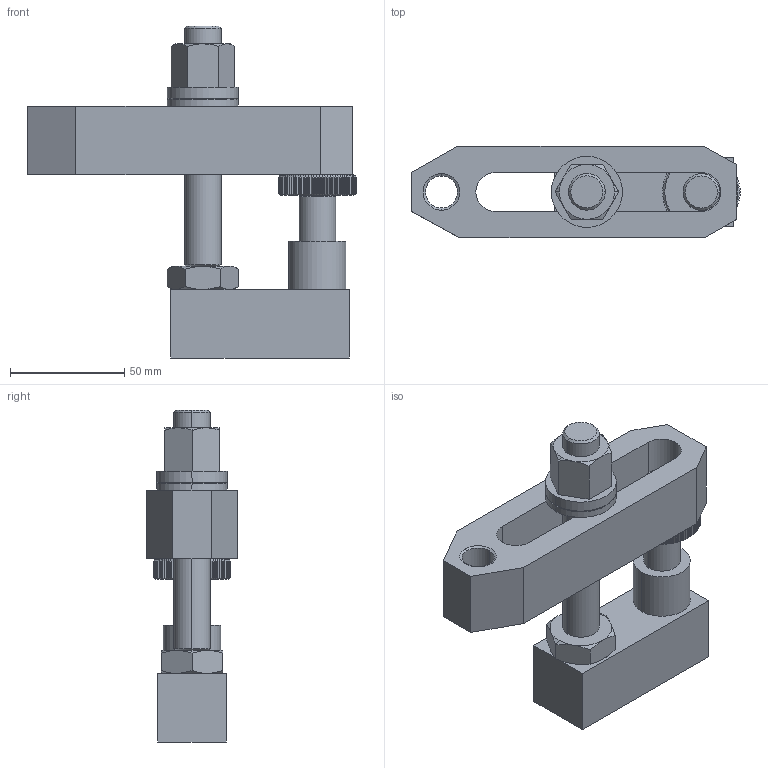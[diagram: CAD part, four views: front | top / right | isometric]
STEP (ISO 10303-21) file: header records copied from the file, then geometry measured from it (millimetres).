
FILE_DESCRIPTION(('STEP AP214'),'1');
FILE_NAME(' ',' ',('TraceParts'),('TraceParts S.A.'),'XStep 1.0',' ',' ');
FILE_SCHEMA(('automotive_design'));
Length unit declared in the file: millimetre
Products named in the file (4): 1; 2; 3; 4
Bounding box: 143.5 x 40 x 145 mm (x, y, z)
Volume: 234987.5 mm3; surface area: 55247.1 mm2
Topology: 4 solids, 4 shells, 369 faces, 1016 edges, 661 vertices
Faces by surface type: plane 211, cylinder 108, cone 50
Entity records: 22732 total; most frequent: CARTESIAN_POINT 2800, STYLED_ITEM 2048, PRESENTATION_STYLE_ASSIGNMENT 2048, COLOUR_RGB 2048, ORIENTED_EDGE 2028, DIRECTION 1652, EDGE_CURVE 1014, CURVE_STYLE 1014
